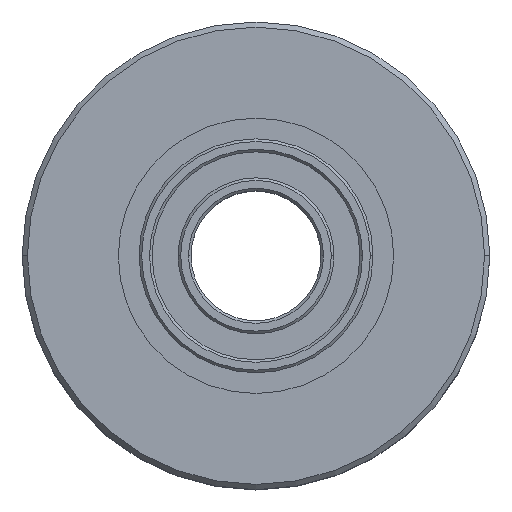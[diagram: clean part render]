
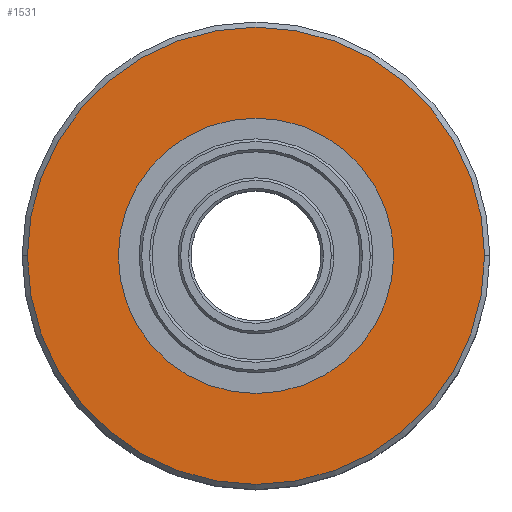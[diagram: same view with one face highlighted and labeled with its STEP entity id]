
A CAD part, top view. The second image highlights one B-rep face of the part: STEP entity #1531.
In plain terms, the highlighted planar face has unit normal (0, 0, 1).
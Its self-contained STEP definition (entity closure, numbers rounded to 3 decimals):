
#23 = VERTEX_POINT ( 'NONE', #2404 ) ;
#84 = DIRECTION ( 'NONE',  ( 0., 0., 1. ) ) ;
#211 = CIRCLE ( 'NONE', #4006, 8.8 ) ;
#365 = EDGE_LOOP ( 'NONE', ( #2164, #1167 ) ) ;
#791 = CARTESIAN_POINT ( 'NONE',  ( 0., 0., 8.5 ) ) ;
#1167 = ORIENTED_EDGE ( 'NONE', *, *, #4031, .F. ) ;
#1246 = CARTESIAN_POINT ( 'NONE',  ( 0., 0., 8.5 ) ) ;
#1367 = PLANE ( 'NONE',  #1875 ) ;
#1531 = ADVANCED_FACE ( 'NONE', ( #1895, #4281 ), #1367, .T. ) ;
#1684 = AXIS2_PLACEMENT_3D ( 'NONE', #2801, #6324, #3301 ) ;
#1742 = DIRECTION ( 'NONE',  ( 1., 0., 0. ) ) ;
#1745 = DIRECTION ( 'NONE',  ( 1., 0., 0. ) ) ;
#1875 = AXIS2_PLACEMENT_3D ( 'NONE', #791, #5346, #2814 ) ;
#1895 = FACE_OUTER_BOUND ( 'NONE', #5695, .T. ) ;
#1896 = EDGE_CURVE ( 'NONE', #2632, #23, #6073, .T. ) ;
#2112 = EDGE_CURVE ( 'NONE', #23, #2632, #211, .T. ) ;
#2164 = ORIENTED_EDGE ( 'NONE', *, *, #3235, .F. ) ;
#2271 = CARTESIAN_POINT ( 'NONE',  ( 5.3, 0., 8.5 ) ) ;
#2404 = CARTESIAN_POINT ( 'NONE',  ( -8.8, 0., 8.5 ) ) ;
#2632 = VERTEX_POINT ( 'NONE', #4832 ) ;
#2801 = CARTESIAN_POINT ( 'NONE',  ( 0., 0., 8.5 ) ) ;
#2814 = DIRECTION ( 'NONE',  ( 1., 0., 0. ) ) ;
#3068 = CARTESIAN_POINT ( 'NONE',  ( -5.3, 0., 8.5 ) ) ;
#3103 = ORIENTED_EDGE ( 'NONE', *, *, #1896, .T. ) ;
#3131 = CARTESIAN_POINT ( 'NONE',  ( 0., 0., 8.5 ) ) ;
#3235 = EDGE_CURVE ( 'NONE', #4314, #5297, #4875, .T. ) ;
#3301 = DIRECTION ( 'NONE',  ( 1., 0., 0. ) ) ;
#3562 = DIRECTION ( 'NONE',  ( 1., 0., 0. ) ) ;
#3868 = ORIENTED_EDGE ( 'NONE', *, *, #2112, .T. ) ;
#4006 = AXIS2_PLACEMENT_3D ( 'NONE', #3131, #84, #3562 ) ;
#4031 = EDGE_CURVE ( 'NONE', #5297, #4314, #5022, .T. ) ;
#4281 = FACE_BOUND ( 'NONE', #365, .T. ) ;
#4314 = VERTEX_POINT ( 'NONE', #3068 ) ;
#4772 = DIRECTION ( 'NONE',  ( 0., 0., 1. ) ) ;
#4832 = CARTESIAN_POINT ( 'NONE',  ( 8.8, 0., 8.5 ) ) ;
#4875 = CIRCLE ( 'NONE', #5395, 5.3 ) ;
#5022 = CIRCLE ( 'NONE', #1684, 5.3 ) ;
#5041 = CARTESIAN_POINT ( 'NONE',  ( 0., 0., 8.5 ) ) ;
#5119 = AXIS2_PLACEMENT_3D ( 'NONE', #5041, #6400, #1745 ) ;
#5297 = VERTEX_POINT ( 'NONE', #2271 ) ;
#5346 = DIRECTION ( 'NONE',  ( 0., 0., 1. ) ) ;
#5395 = AXIS2_PLACEMENT_3D ( 'NONE', #1246, #4772, #1742 ) ;
#5695 = EDGE_LOOP ( 'NONE', ( #3868, #3103 ) ) ;
#6073 = CIRCLE ( 'NONE', #5119, 8.8 ) ;
#6324 = DIRECTION ( 'NONE',  ( 0., 0., 1. ) ) ;
#6400 = DIRECTION ( 'NONE',  ( 0., 0., 1. ) ) ;
